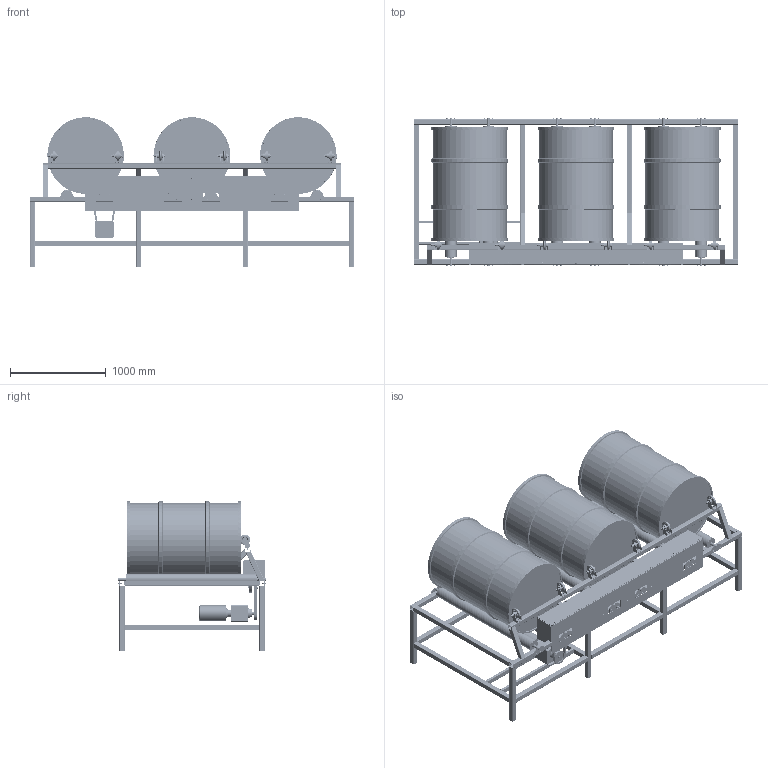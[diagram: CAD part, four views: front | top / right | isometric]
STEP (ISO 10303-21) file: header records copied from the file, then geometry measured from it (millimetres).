
FILE_DESCRIPTION(('FreeCAD Model'),'2;1');
FILE_NAME('Open CASCADE Shape Model','2025-05-01T06:03:00',('FreeCAD'),( 'FreeCAD'),'Open CASCADE STEP processor 7.6','FreeCAD','Unknown');
FILE_SCHEMA(('AUTOMOTIVE_DESIGN { 1 0 10303 214 1 1 1 1 }'));
Products named in the file (1): Open CASCADE STEP translator 7.6 1
Bounding box: 3392 x 1551.37 x 1563.61 mm (x, y, z)
Volume: 1742235586.3 mm3; surface area: 42869903.5 mm2
Topology: 544 solids, 544 shells, 8504 faces, 19586 edges, 12548 vertices
Faces by surface type: bspline 8504
Entity records: 248944 total; most frequent: CARTESIAN_POINT 133207, ORIENTED_EDGE 39172, EDGE_CURVE 19586, VERTEX_POINT 12548, B_SPLINE_CURVE_WITH_KNOTS 11062, FACE_BOUND 9936, EDGE_LOOP 9936, ADVANCED_FACE 8504
